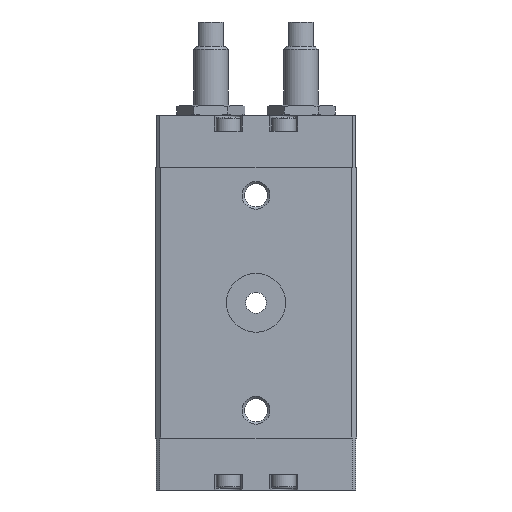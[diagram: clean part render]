
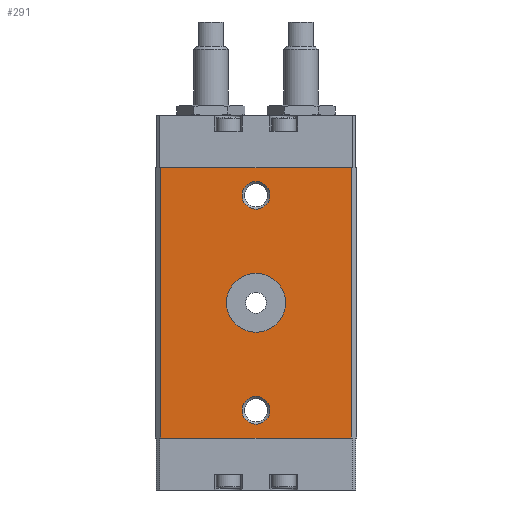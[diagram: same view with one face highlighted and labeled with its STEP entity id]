
A CAD part, front view. The second image highlights one B-rep face of the part: STEP entity #291.
In plain terms, the highlighted planar face has unit normal (0, -1, 0).
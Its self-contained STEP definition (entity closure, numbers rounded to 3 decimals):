
#291 = ADVANCED_FACE( '', ( #745, #746, #747, #748 ), #749, .F. );
#745 = FACE_BOUND( '', #1595, .T. );
#746 = FACE_BOUND( '', #1596, .T. );
#747 = FACE_BOUND( '', #1597, .T. );
#748 = FACE_OUTER_BOUND( '', #1598, .T. );
#749 = PLANE( '', #1599 );
#1595 = EDGE_LOOP( '', ( #2922 ) );
#1596 = EDGE_LOOP( '', ( #2923 ) );
#1597 = EDGE_LOOP( '', ( #2924 ) );
#1598 = EDGE_LOOP( '', ( #2925, #2926, #2927, #2928 ) );
#1599 = AXIS2_PLACEMENT_3D( '', #2929, #2930, #2931 );
#2922 = ORIENTED_EDGE( '', *, *, #5344, .F. );
#2923 = ORIENTED_EDGE( '', *, *, #5345, .F. );
#2924 = ORIENTED_EDGE( '', *, *, #5346, .F. );
#2925 = ORIENTED_EDGE( '', *, *, #5336, .T. );
#2926 = ORIENTED_EDGE( '', *, *, #5347, .F. );
#2927 = ORIENTED_EDGE( '', *, *, #5312, .F. );
#2928 = ORIENTED_EDGE( '', *, *, #5348, .T. );
#2929 = CARTESIAN_POINT( '', ( -27.5, 0., 39. ) );
#2930 = DIRECTION( '', ( 0., 1., 0. ) );
#2931 = DIRECTION( '', ( 0., 0., 1. ) );
#5312 = EDGE_CURVE( '', #6328, #6323, #6330, .T. );
#5336 = EDGE_CURVE( '', #6369, #6371, #6373, .T. );
#5344 = EDGE_CURVE( '', #6386, #6386, #6387, .T. );
#5345 = EDGE_CURVE( '', #6388, #6388, #6389, .T. );
#5346 = EDGE_CURVE( '', #6390, #6390, #6391, .T. );
#5347 = EDGE_CURVE( '', #6323, #6371, #6392, .T. );
#5348 = EDGE_CURVE( '', #6328, #6369, #6393, .T. );
#6323 = VERTEX_POINT( '', #7956 );
#6328 = VERTEX_POINT( '', #7963 );
#6330 = LINE( '', #7966, #7967 );
#6369 = VERTEX_POINT( '', #8025 );
#6371 = VERTEX_POINT( '', #8028 );
#6373 = LINE( '', #8031, #8032 );
#6386 = VERTEX_POINT( '', #8051 );
#6387 = CIRCLE( '', #8052, 8.5 );
#6388 = VERTEX_POINT( '', #8053 );
#6389 = CIRCLE( '', #8054, 4. );
#6390 = VERTEX_POINT( '', #8055 );
#6391 = CIRCLE( '', #8056, 4. );
#6392 = LINE( '', #8057, #8058 );
#6393 = LINE( '', #8059, #8060 );
#7956 = CARTESIAN_POINT( '', ( 27.5, 0., 39. ) );
#7963 = CARTESIAN_POINT( '', ( -27.5, 0., 39. ) );
#7966 = CARTESIAN_POINT( '', ( -27.5, 0., 39. ) );
#7967 = VECTOR( '', #9768, 1000. );
#8025 = CARTESIAN_POINT( '', ( -27.5, 0., -39. ) );
#8028 = CARTESIAN_POINT( '', ( 27.5, 0., -39. ) );
#8031 = CARTESIAN_POINT( '', ( -27.5, 0., -39. ) );
#8032 = VECTOR( '', #9796, 1000. );
#8051 = CARTESIAN_POINT( '', ( 0., 0., -8.5 ) );
#8052 = AXIS2_PLACEMENT_3D( '', #9806, #9807, #9808 );
#8053 = CARTESIAN_POINT( '', ( 0., 0., 27. ) );
#8054 = AXIS2_PLACEMENT_3D( '', #9809, #9810, #9811 );
#8055 = CARTESIAN_POINT( '', ( 0., 0., -35. ) );
#8056 = AXIS2_PLACEMENT_3D( '', #9812, #9813, #9814 );
#8057 = CARTESIAN_POINT( '', ( 27.5, 0., 39. ) );
#8058 = VECTOR( '', #9815, 1000. );
#8059 = CARTESIAN_POINT( '', ( -27.5, 0., 39. ) );
#8060 = VECTOR( '', #9816, 1000. );
#9768 = DIRECTION( '', ( 1., 0., 0. ) );
#9796 = DIRECTION( '', ( 1., 0., 0. ) );
#9806 = CARTESIAN_POINT( '', ( 0., 0., 0. ) );
#9807 = DIRECTION( '', ( 0., -1., 0. ) );
#9808 = DIRECTION( '', ( 0., 0., -1. ) );
#9809 = CARTESIAN_POINT( '', ( 0., 0., 31. ) );
#9810 = DIRECTION( '', ( 0., -1., 0. ) );
#9811 = DIRECTION( '', ( 0., 0., -1. ) );
#9812 = CARTESIAN_POINT( '', ( 0., 0., -31. ) );
#9813 = DIRECTION( '', ( 0., -1., 0. ) );
#9814 = DIRECTION( '', ( 0., 0., -1. ) );
#9815 = DIRECTION( '', ( 0., 0., -1. ) );
#9816 = DIRECTION( '', ( 0., 0., -1. ) );
